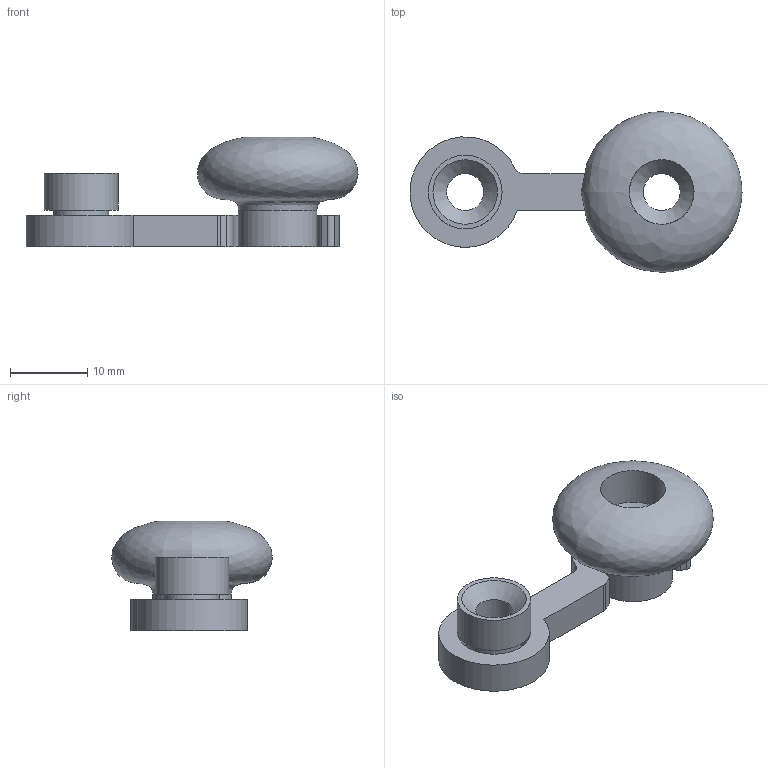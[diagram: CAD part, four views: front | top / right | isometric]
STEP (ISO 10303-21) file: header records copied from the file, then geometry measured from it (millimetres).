
FILE_DESCRIPTION(/* description */ (''),/* implementation_level */ '2;1');
FILE_NAME(/* name */ 'Nest Box Hardware v8.step',/* time_stamp */ '2023-02-18T16:13:05-08:00',/* author */ (''),/* organization */ (''),/* preprocessor_version */ 'ST-DEVELOPER v19.2',/* originating_system */ 'Autodesk Translation Framework v11.17.0.187',/* authorisation */ '');
FILE_SCHEMA (('AUTOMOTIVE_DESIGN { 1 0 10303 214 3 1 1 }'));
Length unit declared in the file: inch
Products named in the file (3): Nest Box Hardware; Handle; Latch
Assembly tree (2 placements, depth 2):
  Nest Box Hardware
    Handle
    Latch
Bounding box: 42.91 x 20.76 x 14.21 mm (x, y, z)
Volume: 3374 mm3; surface area: 2811.9 mm2
Topology: 3 solids, 3 shells, 29 faces, 66 edges, 43 vertices
Faces by surface type: cylinder 16, plane 10, cone 2, bspline 1
Full cylindrical faces by diameter (mm): 4.775 x2, 7.087 x1, 8.357 x1, 9.36 x1, 9.525 x1, 10.157 x1
Entity records: 1222 total; most frequent: CARTESIAN_POINT 449, DIRECTION 162, ORIENTED_EDGE 132, EDGE_CURVE 66, AXIS2_PLACEMENT_3D 66, VERTEX_POINT 43, EDGE_LOOP 35, CIRCLE 33
